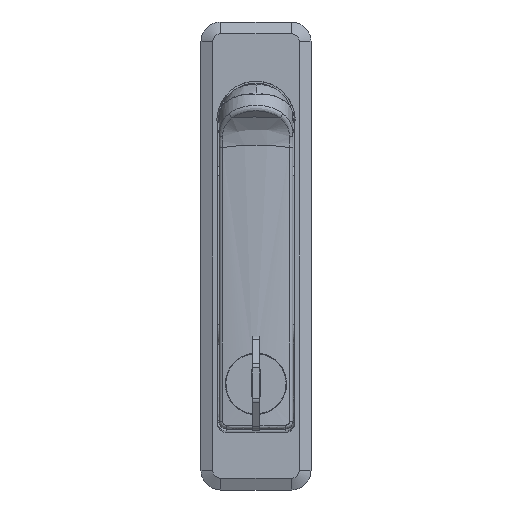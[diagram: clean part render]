
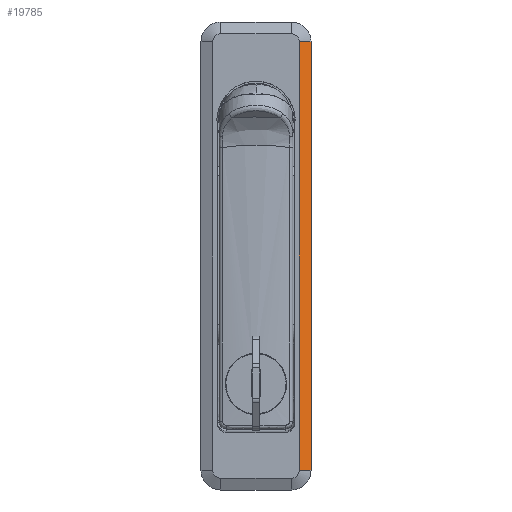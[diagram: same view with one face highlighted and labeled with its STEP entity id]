
A CAD part, front view. The second image highlights one B-rep face of the part: STEP entity #19785.
In plain terms, the highlighted free-form (B-spline) face has degree [1, 1] with [2, 2] control points.
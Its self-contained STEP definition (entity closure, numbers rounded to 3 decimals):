
#19666=CARTESIAN_POINT('',(-3.,-11.0,20.0));
#19667=VERTEX_POINT('',#19666);
#19668=CARTESIAN_POINT('',(-1.5,-14.0,20.0));
#19669=VERTEX_POINT('',#19668);
#19670=CARTESIAN_POINT('',(-3.,-11.0,20.0));
#19671=CARTESIAN_POINT('',(-1.5,-14.0,20.0));
#19672=QUASI_UNIFORM_CURVE('',1,(#19670,#19671),.UNSPECIFIED.,.F.,.U.);
#19673=EDGE_CURVE('',#19667,#19669,#19672,.T.);
#19758=CARTESIAN_POINT('',(-1.425,-14.15,-94.445));
#19759=CARTESIAN_POINT('',(-3.075,-10.85,-94.445));
#19760=CARTESIAN_POINT('',(-1.425,-14.15,25.445));
#19761=CARTESIAN_POINT('',(-3.075,-10.85,25.445));
#19762=B_SPLINE_SURFACE_WITH_KNOTS('',1,1,((#19758,#19760),(#19759,#19761)),.UNSPECIFIED.,.F.,.F.,.U.,(2,2),(2,2),(0.0,3.689),(0.0,119.889),.UNSPECIFIED.);
#19763=CARTESIAN_POINT('',(-3.,-11.0,-89.0));
#19764=VERTEX_POINT('',#19763);
#19765=CARTESIAN_POINT('',(-1.5,-14.0,-89.0));
#19766=VERTEX_POINT('',#19765);
#19767=CARTESIAN_POINT('',(-3.,-11.0,-89.0));
#19768=CARTESIAN_POINT('',(-1.5,-14.0,-89.0));
#19769=QUASI_UNIFORM_CURVE('',1,(#19767,#19768),.UNSPECIFIED.,.F.,.U.);
#19770=EDGE_CURVE('',#19764,#19766,#19769,.T.);
#19771=ORIENTED_EDGE('',*,*,#19770,.T.);
#19772=CARTESIAN_POINT('',(-1.5,-14.0,20.0));
#19773=CARTESIAN_POINT('',(-1.5,-14.0,-89.0));
#19774=QUASI_UNIFORM_CURVE('',1,(#19772,#19773),.UNSPECIFIED.,.F.,.U.);
#19775=EDGE_CURVE('',#19669,#19766,#19774,.T.);
#19776=ORIENTED_EDGE('',*,*,#19775,.F.);
#19777=ORIENTED_EDGE('',*,*,#19673,.F.);
#19778=CARTESIAN_POINT('',(-3.,-11.0,-89.0));
#19779=CARTESIAN_POINT('',(-3.,-11.0,20.0));
#19780=QUASI_UNIFORM_CURVE('',1,(#19778,#19779),.UNSPECIFIED.,.F.,.U.);
#19781=EDGE_CURVE('',#19764,#19667,#19780,.T.);
#19782=ORIENTED_EDGE('',*,*,#19781,.F.);
#19783=EDGE_LOOP('',(#19771,#19776,#19777,#19782));
#19784=FACE_OUTER_BOUND('',#19783,.T.);
#19785=ADVANCED_FACE('',(#19784),#19762,.F.);
